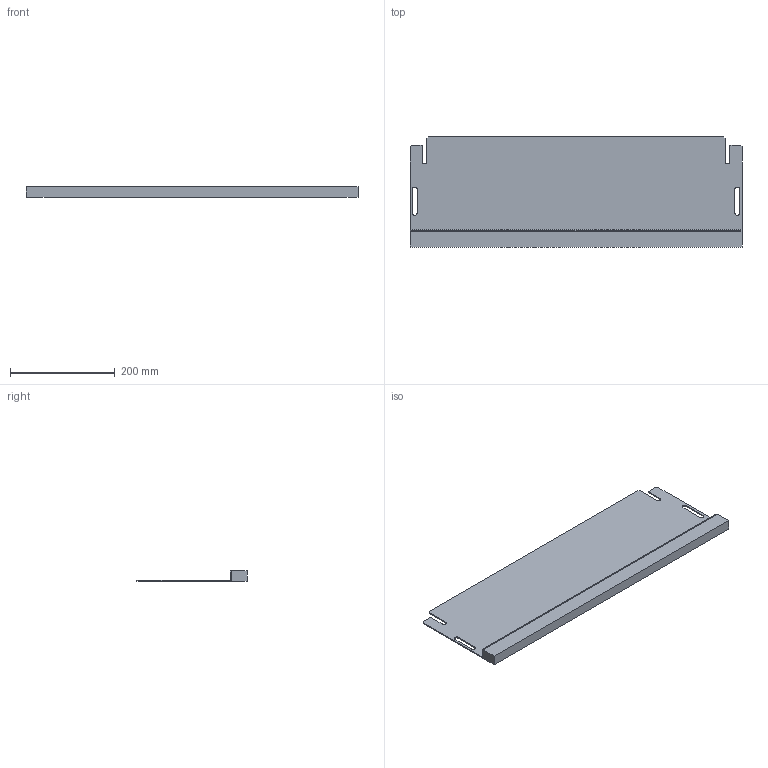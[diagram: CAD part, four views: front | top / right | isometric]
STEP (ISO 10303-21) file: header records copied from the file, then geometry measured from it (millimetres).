
FILE_DESCRIPTION(('CATIA V5 STEP Exchange'),'2;1');
FILE_NAME('EF8060.stp','2014-02-10T14:16:13+00:00',('none'),('none'),'CATIA Version 5 Release 20 SP 6 (IN-10)','CATIA V5 STEP AP203','none');
FILE_SCHEMA(('CONFIG_CONTROL_DESIGN'));
Length unit declared in the file: millimetre
Products named in the file (1): 850569_911_01_FLANGIA_SCORREVOLE_0800X0600_ESTETICO____3PA
Bounding box: 633 x 210 x 20 mm (x, y, z)
Volume: 623889.9 mm3; surface area: 312630.1 mm2
Topology: 2 solids, 2 shells, 42 faces, 106 edges, 68 vertices
Faces by surface type: plane 34, cylinder 8
Entity records: 1345 total; most frequent: CARTESIAN_POINT 328, ORIENTED_EDGE 212, DIRECTION 170, EDGE_CURVE 106, VECTOR 84, LINE 84, VERTEX_POINT 68, AXIS2_PLACEMENT_3D 47
